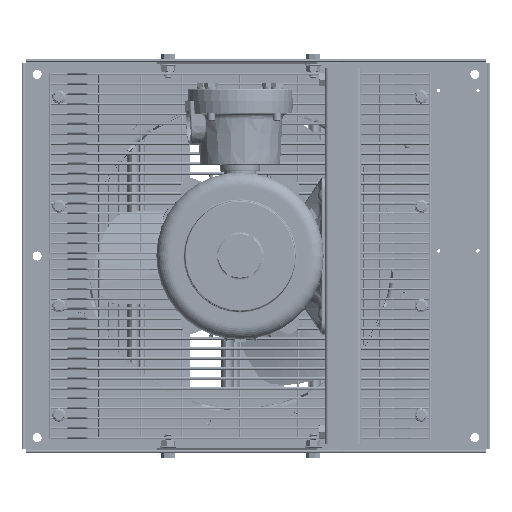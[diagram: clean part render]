
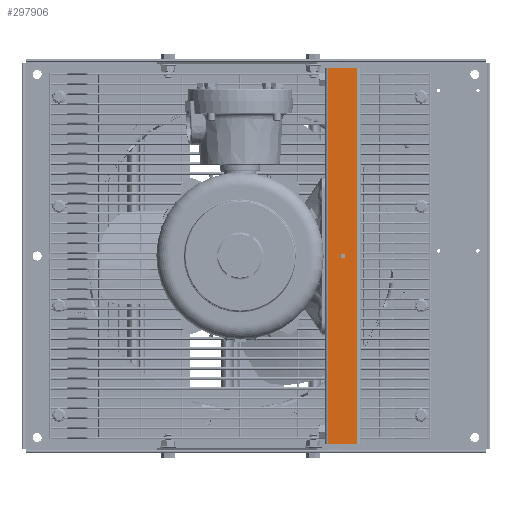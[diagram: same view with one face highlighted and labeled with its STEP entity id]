
A CAD part, left-side view. The second image highlights one B-rep face of the part: STEP entity #297906.
In plain terms, the highlighted planar face has unit normal (-1, 0, 0).
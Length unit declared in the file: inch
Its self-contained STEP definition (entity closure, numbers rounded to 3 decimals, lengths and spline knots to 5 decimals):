
#5283 = VECTOR ( 'NONE', #7652, 39.37008 ) ;
#7652 = DIRECTION ( 'NONE',  ( 0., 0., -1. ) ) ;
#15791 = VECTOR ( 'NONE', #113970, 39.37008 ) ;
#19428 = CARTESIAN_POINT ( 'NONE',  ( -3.98656, 4.34177, 0.09369 ) ) ;
#20460 = VECTOR ( 'NONE', #31569, 39.37008 ) ;
#29417 = DIRECTION ( 'NONE',  ( 0., 0., 1. ) ) ;
#31569 = DIRECTION ( 'NONE',  ( 0., 0., -1. ) ) ;
#32635 = LINE ( 'NONE', #126566, #5283 ) ;
#40686 = CARTESIAN_POINT ( 'NONE',  ( -3.98656, 5.09177, -7.75006 ) ) ;
#41007 = EDGE_CURVE ( 'NONE', #52475, #362058, #207870, .T. ) ;
#42550 = DIRECTION ( 'NONE',  ( 0., -1., 0. ) ) ;
#46116 = FACE_BOUND ( 'NONE', #180578, .T. ) ;
#46686 = ORIENTED_EDGE ( 'NONE', *, *, #140223, .F. ) ;
#52475 = VERTEX_POINT ( 'NONE', #277930 ) ;
#58205 = DIRECTION ( 'NONE',  ( -1., 0., 0. ) ) ;
#63251 = EDGE_CURVE ( 'NONE', #107573, #362058, #186395, .T. ) ;
#66096 = ORIENTED_EDGE ( 'NONE', *, *, #63251, .T. ) ;
#71586 = ORIENTED_EDGE ( 'NONE', *, *, #205114, .T. ) ;
#81012 = AXIS2_PLACEMENT_3D ( 'NONE', #212643, #306652, #216433 ) ;
#87000 = CARTESIAN_POINT ( 'NONE',  ( -3.98656, 4.34177, -0.00006 ) ) ;
#88952 = CARTESIAN_POINT ( 'NONE',  ( -3.98656, 5.09177, 7.74994 ) ) ;
#107573 = VERTEX_POINT ( 'NONE', #251260 ) ;
#113970 = DIRECTION ( 'NONE',  ( 0., -1., 0. ) ) ;
#114586 = DIRECTION ( 'NONE',  ( 0., 0., -1. ) ) ;
#121198 = EDGE_LOOP ( 'NONE', ( #66096, #262879, #180413, #71586 ) ) ;
#126566 = CARTESIAN_POINT ( 'NONE',  ( -3.98656, 4.94177, 7.74994 ) ) ;
#140223 = EDGE_CURVE ( 'NONE', #347630, #181516, #227784, .T. ) ;
#140642 = CARTESIAN_POINT ( 'NONE',  ( -3.98656, 3.74177, -7.75006 ) ) ;
#143576 = CARTESIAN_POINT ( 'NONE',  ( -3.98656, 4.34177, -0.09381 ) ) ;
#162536 = AXIS2_PLACEMENT_3D ( 'NONE', #289101, #260366, #114586 ) ;
#180413 = ORIENTED_EDGE ( 'NONE', *, *, #319571, .F. ) ;
#180578 = EDGE_LOOP ( 'NONE', ( #46686, #235665 ) ) ;
#181516 = VERTEX_POINT ( 'NONE', #143576 ) ;
#186395 = LINE ( 'NONE', #40686, #365162 ) ;
#205114 = EDGE_CURVE ( 'NONE', #238271, #107573, #32635, .T. ) ;
#207870 = LINE ( 'NONE', #324874, #20460 ) ;
#212643 = CARTESIAN_POINT ( 'NONE',  ( -3.98656, 4.34177, -0.00006 ) ) ;
#216433 = DIRECTION ( 'NONE',  ( 0., 0., 1. ) ) ;
#227784 = CIRCLE ( 'NONE', #81012, 0.09375 ) ;
#228344 = CARTESIAN_POINT ( 'NONE',  ( -3.98656, 4.94177, 7.74994 ) ) ;
#229410 = AXIS2_PLACEMENT_3D ( 'NONE', #87000, #58205, #29417 ) ;
#235665 = ORIENTED_EDGE ( 'NONE', *, *, #238796, .F. ) ;
#238271 = VERTEX_POINT ( 'NONE', #228344 ) ;
#238796 = EDGE_CURVE ( 'NONE', #181516, #347630, #315474, .T. ) ;
#251260 = CARTESIAN_POINT ( 'NONE',  ( -3.98656, 4.94177, -7.75006 ) ) ;
#260366 = DIRECTION ( 'NONE',  ( 1., 0., 0. ) ) ;
#262879 = ORIENTED_EDGE ( 'NONE', *, *, #41007, .F. ) ;
#277930 = CARTESIAN_POINT ( 'NONE',  ( -3.98656, 3.74177, 7.74994 ) ) ;
#289101 = CARTESIAN_POINT ( 'NONE',  ( -3.98656, 5.09177, 7.74994 ) ) ;
#297906 = ADVANCED_FACE ( 'NONE', ( #46116, #346528 ), #339421, .F. ) ;
#306652 = DIRECTION ( 'NONE',  ( -1., 0., 0. ) ) ;
#315474 = CIRCLE ( 'NONE', #229410, 0.09375 ) ;
#319571 = EDGE_CURVE ( 'NONE', #238271, #52475, #378371, .T. ) ;
#324874 = CARTESIAN_POINT ( 'NONE',  ( -3.98656, 3.74177, 7.74994 ) ) ;
#339421 = PLANE ( 'NONE',  #162536 ) ;
#346528 = FACE_OUTER_BOUND ( 'NONE', #121198, .T. ) ;
#347630 = VERTEX_POINT ( 'NONE', #19428 ) ;
#362058 = VERTEX_POINT ( 'NONE', #140642 ) ;
#365162 = VECTOR ( 'NONE', #42550, 39.37008 ) ;
#378371 = LINE ( 'NONE', #88952, #15791 ) ;
